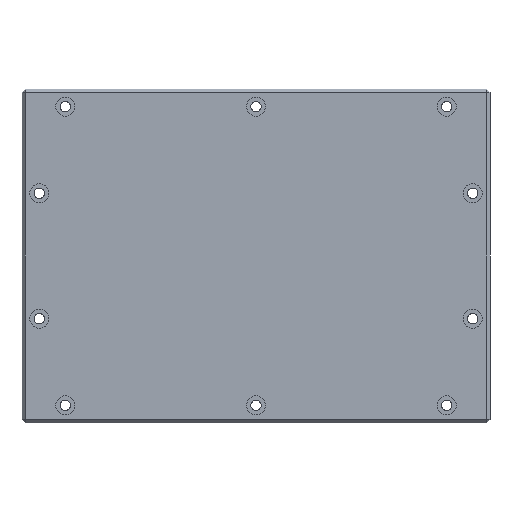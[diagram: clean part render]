
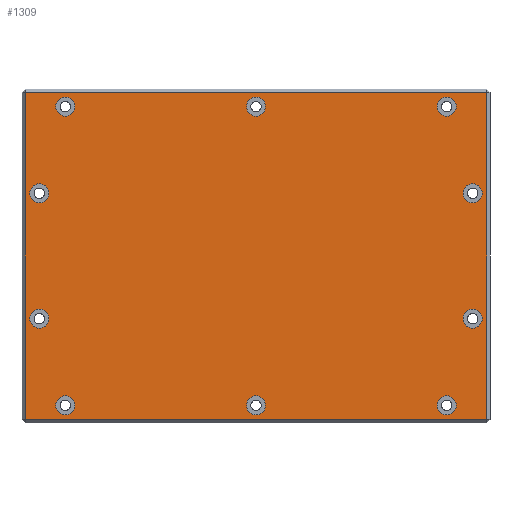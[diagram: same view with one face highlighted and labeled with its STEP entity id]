
A CAD part, front view. The second image highlights one B-rep face of the part: STEP entity #1309.
In plain terms, the highlighted planar face has unit normal (0, -1, 0).
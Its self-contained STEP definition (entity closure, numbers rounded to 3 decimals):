
#45=CIRCLE('',#1341,5.5);
#48=CIRCLE('',#1346,5.5);
#51=CIRCLE('',#1351,5.5);
#54=CIRCLE('',#1356,5.5);
#57=CIRCLE('',#1361,5.5);
#60=CIRCLE('',#1366,5.5);
#63=CIRCLE('',#1371,5.5);
#66=CIRCLE('',#1376,5.5);
#69=CIRCLE('',#1381,5.5);
#72=CIRCLE('',#1386,5.5);
#97=FACE_BOUND('',#313,.T.);
#98=FACE_BOUND('',#314,.T.);
#99=FACE_BOUND('',#315,.T.);
#100=FACE_BOUND('',#316,.T.);
#101=FACE_BOUND('',#317,.T.);
#102=FACE_BOUND('',#318,.T.);
#103=FACE_BOUND('',#319,.T.);
#104=FACE_BOUND('',#320,.T.);
#105=FACE_BOUND('',#321,.T.);
#106=FACE_BOUND('',#322,.T.);
#134=PLANE('',#1414);
#212=FACE_OUTER_BOUND('',#312,.T.);
#312=EDGE_LOOP('',(#1177,#1178,#1179,#1180));
#313=EDGE_LOOP('',(#1181));
#314=EDGE_LOOP('',(#1182));
#315=EDGE_LOOP('',(#1183));
#316=EDGE_LOOP('',(#1184));
#317=EDGE_LOOP('',(#1185));
#318=EDGE_LOOP('',(#1186));
#319=EDGE_LOOP('',(#1187));
#320=EDGE_LOOP('',(#1188));
#321=EDGE_LOOP('',(#1189));
#322=EDGE_LOOP('',(#1190));
#399=LINE('',#2279,#485);
#406=LINE('',#2292,#492);
#408=LINE('',#2295,#494);
#410=LINE('',#2298,#496);
#485=VECTOR('',#1653,10.);
#492=VECTOR('',#1666,10.);
#494=VECTOR('',#1670,10.);
#496=VECTOR('',#1674,10.);
#626=VERTEX_POINT('',#2139);
#629=VERTEX_POINT('',#2148);
#632=VERTEX_POINT('',#2157);
#635=VERTEX_POINT('',#2166);
#638=VERTEX_POINT('',#2175);
#641=VERTEX_POINT('',#2184);
#644=VERTEX_POINT('',#2193);
#647=VERTEX_POINT('',#2202);
#650=VERTEX_POINT('',#2211);
#653=VERTEX_POINT('',#2220);
#657=VERTEX_POINT('',#2250);
#660=VERTEX_POINT('',#2260);
#663=VERTEX_POINT('',#2270);
#666=VERTEX_POINT('',#2283);
#770=EDGE_CURVE('',#626,#626,#45,.T.);
#774=EDGE_CURVE('',#629,#629,#48,.T.);
#778=EDGE_CURVE('',#632,#632,#51,.T.);
#782=EDGE_CURVE('',#635,#635,#54,.T.);
#786=EDGE_CURVE('',#638,#638,#57,.T.);
#790=EDGE_CURVE('',#641,#641,#60,.T.);
#794=EDGE_CURVE('',#644,#644,#63,.T.);
#798=EDGE_CURVE('',#647,#647,#66,.T.);
#802=EDGE_CURVE('',#650,#650,#69,.T.);
#806=EDGE_CURVE('',#653,#653,#72,.T.);
#835=EDGE_CURVE('',#657,#663,#399,.T.);
#842=EDGE_CURVE('',#663,#666,#406,.T.);
#844=EDGE_CURVE('',#666,#660,#408,.T.);
#846=EDGE_CURVE('',#660,#657,#410,.T.);
#1177=ORIENTED_EDGE('',*,*,#835,.F.);
#1178=ORIENTED_EDGE('',*,*,#846,.F.);
#1179=ORIENTED_EDGE('',*,*,#844,.F.);
#1180=ORIENTED_EDGE('',*,*,#842,.F.);
#1181=ORIENTED_EDGE('',*,*,#770,.T.);
#1182=ORIENTED_EDGE('',*,*,#774,.T.);
#1183=ORIENTED_EDGE('',*,*,#778,.T.);
#1184=ORIENTED_EDGE('',*,*,#782,.T.);
#1185=ORIENTED_EDGE('',*,*,#786,.T.);
#1186=ORIENTED_EDGE('',*,*,#790,.T.);
#1187=ORIENTED_EDGE('',*,*,#794,.T.);
#1188=ORIENTED_EDGE('',*,*,#798,.T.);
#1189=ORIENTED_EDGE('',*,*,#802,.T.);
#1190=ORIENTED_EDGE('',*,*,#806,.T.);
#1309=ADVANCED_FACE('',(#212,#97,#98,#99,#100,#101,#102,#103,#104,#105,
#106),#134,.T.);
#1341=AXIS2_PLACEMENT_3D('',#2140,#1486,#1487);
#1346=AXIS2_PLACEMENT_3D('',#2149,#1497,#1498);
#1351=AXIS2_PLACEMENT_3D('',#2158,#1508,#1509);
#1356=AXIS2_PLACEMENT_3D('',#2167,#1519,#1520);
#1361=AXIS2_PLACEMENT_3D('',#2176,#1530,#1531);
#1366=AXIS2_PLACEMENT_3D('',#2185,#1541,#1542);
#1371=AXIS2_PLACEMENT_3D('',#2194,#1552,#1553);
#1376=AXIS2_PLACEMENT_3D('',#2203,#1563,#1564);
#1381=AXIS2_PLACEMENT_3D('',#2212,#1574,#1575);
#1386=AXIS2_PLACEMENT_3D('',#2221,#1585,#1586);
#1414=AXIS2_PLACEMENT_3D('',#2302,#1680,#1681);
#1486=DIRECTION('center_axis',(0.,1.,0.));
#1487=DIRECTION('ref_axis',(1.,0.,0.));
#1497=DIRECTION('center_axis',(0.,1.,0.));
#1498=DIRECTION('ref_axis',(1.,0.,0.));
#1508=DIRECTION('center_axis',(0.,1.,0.));
#1509=DIRECTION('ref_axis',(1.,0.,0.));
#1519=DIRECTION('center_axis',(0.,1.,0.));
#1520=DIRECTION('ref_axis',(1.,0.,0.));
#1530=DIRECTION('center_axis',(0.,1.,0.));
#1531=DIRECTION('ref_axis',(1.,0.,0.));
#1541=DIRECTION('center_axis',(0.,1.,0.));
#1542=DIRECTION('ref_axis',(1.,0.,0.));
#1552=DIRECTION('center_axis',(0.,1.,0.));
#1553=DIRECTION('ref_axis',(1.,0.,0.));
#1563=DIRECTION('center_axis',(0.,1.,0.));
#1564=DIRECTION('ref_axis',(1.,0.,0.));
#1574=DIRECTION('center_axis',(0.,1.,0.));
#1575=DIRECTION('ref_axis',(1.,0.,0.));
#1585=DIRECTION('center_axis',(0.,1.,0.));
#1586=DIRECTION('ref_axis',(1.,0.,0.));
#1653=DIRECTION('',(-1.,0.,0.));
#1666=DIRECTION('',(0.,0.,1.));
#1670=DIRECTION('',(1.,0.,0.));
#1674=DIRECTION('',(0.,0.,-1.));
#1680=DIRECTION('center_axis',(0.,-1.,0.));
#1681=DIRECTION('ref_axis',(0.,0.,-1.));
#2139=CARTESIAN_POINT('',(119.5,-135.,-60.));
#2140=CARTESIAN_POINT('Origin',(125.,-135.,-60.));
#2148=CARTESIAN_POINT('',(-115.5,-135.,-182.35));
#2149=CARTESIAN_POINT('Origin',(-110.,-135.,-182.35));
#2157=CARTESIAN_POINT('',(-115.5,-135.,-10.));
#2158=CARTESIAN_POINT('Origin',(-110.,-135.,-10.));
#2166=CARTESIAN_POINT('',(-5.5,-135.,-182.35));
#2167=CARTESIAN_POINT('Origin',(0.,-135.,-182.35));
#2175=CARTESIAN_POINT('',(-5.5,-135.,-10.));
#2176=CARTESIAN_POINT('Origin',(0.,-135.,-10.));
#2184=CARTESIAN_POINT('',(119.5,-135.,-132.35));
#2185=CARTESIAN_POINT('Origin',(125.,-135.,-132.35));
#2193=CARTESIAN_POINT('',(-130.5,-135.,-132.35));
#2194=CARTESIAN_POINT('Origin',(-125.,-135.,-132.35));
#2202=CARTESIAN_POINT('',(-130.5,-135.,-60.));
#2203=CARTESIAN_POINT('Origin',(-125.,-135.,-60.));
#2211=CARTESIAN_POINT('',(104.5,-135.,-182.35));
#2212=CARTESIAN_POINT('Origin',(110.,-135.,-182.35));
#2220=CARTESIAN_POINT('',(104.5,-135.,-10.));
#2221=CARTESIAN_POINT('Origin',(110.,-135.,-10.));
#2250=CARTESIAN_POINT('',(133.,-135.,-190.35));
#2260=CARTESIAN_POINT('',(133.,-135.,-2.));
#2270=CARTESIAN_POINT('',(-133.,-135.,-190.35));
#2279=CARTESIAN_POINT('',(-67.5,-135.,-190.35));
#2283=CARTESIAN_POINT('',(-133.,-135.,-2.));
#2292=CARTESIAN_POINT('',(-133.,-135.,-48.088));
#2295=CARTESIAN_POINT('',(67.5,-135.,-2.));
#2298=CARTESIAN_POINT('',(133.,-135.,-144.263));
#2302=CARTESIAN_POINT('Origin',(0.,-135.,-96.175));
